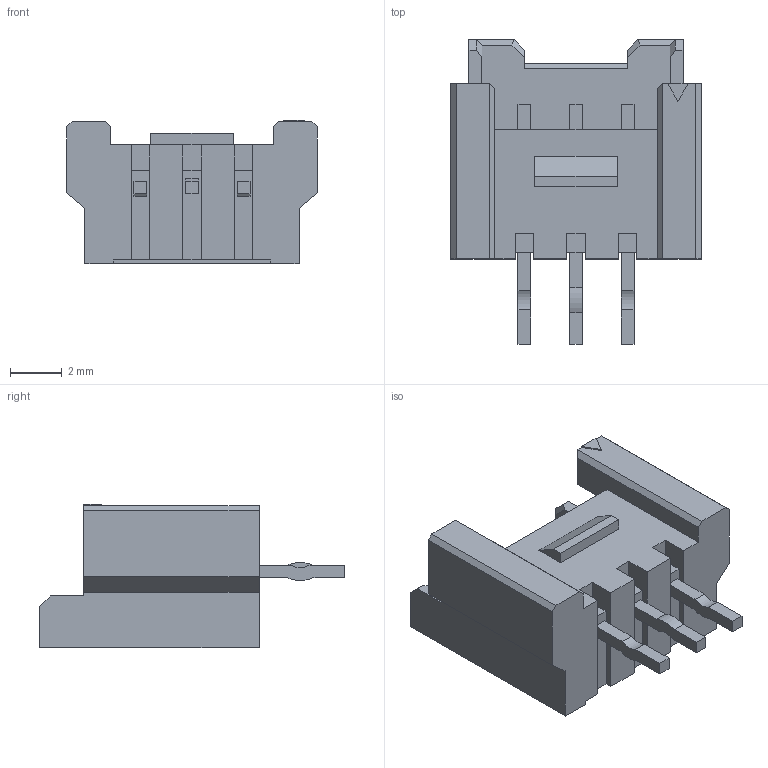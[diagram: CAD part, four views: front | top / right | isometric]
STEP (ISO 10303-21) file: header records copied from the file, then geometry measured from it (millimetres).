
FILE_DESCRIPTION((''),'2;1');
FILE_NAME('353620350','2014-04-25T',('me'),(''),'PRO/ENGINEER BY PARAMETRIC TECHNOLOGY CORPORATION, 2011490','PRO/ENGINEER BY PARAMETRIC TECHNOLOGY CORPORATION, 2011490','');
FILE_SCHEMA(('CONFIG_CONTROL_DESIGN'));
Length unit declared in the file: millimetre
Products named in the file (1): 353620350
Bounding box: 9.7 x 11.8 x 5.55 mm (x, y, z)
Volume: 160.7 mm3; surface area: 516 mm2
Topology: 1 solids, 1 shells, 159 faces, 430 edges, 280 vertices
Faces by surface type: plane 153, cylinder 6
Entity records: 4914 total; most frequent: CARTESIAN_POINT 864, ORIENTED_EDGE 848, DIRECTION 768, EDGE_CURVE 424, VECTOR 412, LINE 412, VERTEX_POINT 274, AXIS2_PLACEMENT_3D 178
